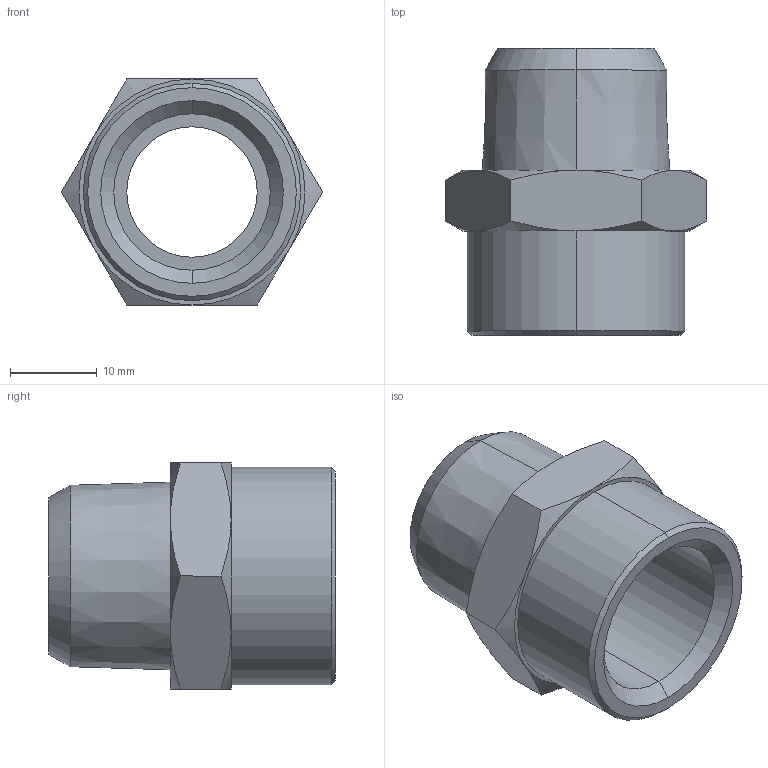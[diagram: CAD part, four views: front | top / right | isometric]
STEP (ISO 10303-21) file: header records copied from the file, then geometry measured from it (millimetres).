
FILE_DESCRIPTION (( 'STEP AP214' ), '1' );
FILE_NAME ('020400001AG00A.STEP', '2013-02-25T17:45:21', ( '' ), ( '' ), 'SwSTEP 2.0', 'SolidWorks 2012', '' );
FILE_SCHEMA (( 'AUTOMOTIVE_DESIGN' ));
Length unit declared in the file: millimetre
Products named in the file (1): 020400001AG00A
Bounding box: 30.02 x 33 x 26 mm (x, y, z)
Volume: 7606.8 mm3; surface area: 4789.8 mm2
Topology: 1 solids, 1 shells, 39 faces, 82 edges, 48 vertices
Faces by surface type: cone 22, plane 11, cylinder 6
Entity records: 1142 total; most frequent: CARTESIAN_POINT 290, DIRECTION 174, ORIENTED_EDGE 164, EDGE_CURVE 82, AXIS2_PLACEMENT_3D 76, VERTEX_POINT 48, EDGE_LOOP 44, ADVANCED_FACE 39
